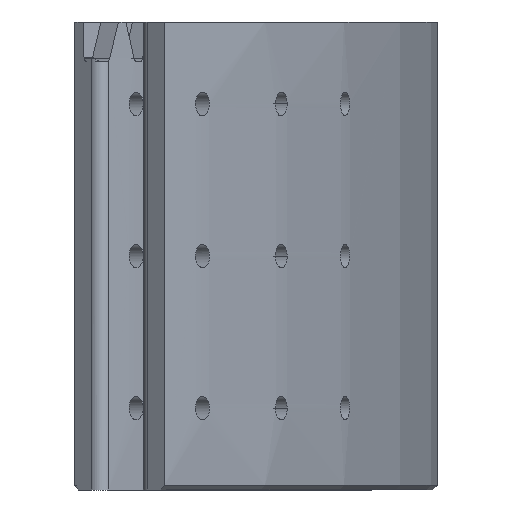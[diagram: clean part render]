
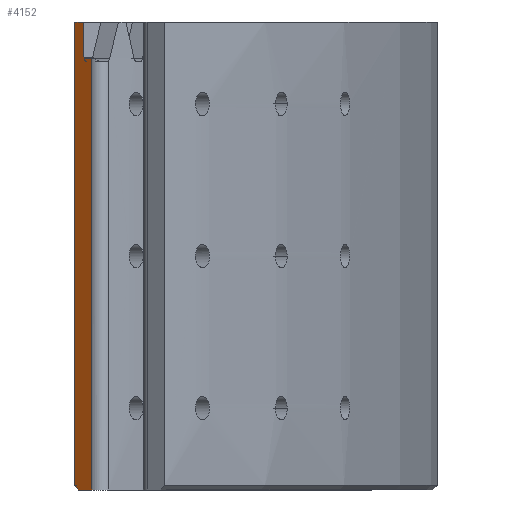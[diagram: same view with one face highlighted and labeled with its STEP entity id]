
A CAD part, left-side view. The second image highlights one B-rep face of the part: STEP entity #4152.
In plain terms, the highlighted planar face has unit normal (-0.766, 0.643, 0).
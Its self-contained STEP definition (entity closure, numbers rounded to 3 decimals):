
#686 = VERTEX_POINT('',#687);
#687 = CARTESIAN_POINT('',(-57.851,-68.944,
    0.));
#694 = EDGE_CURVE('',#695,#686,#697,.T.);
#695 = VERTEX_POINT('',#696);
#696 = CARTESIAN_POINT('',(-58.495,-69.712,
    0.));
#697 = LINE('',#698,#699);
#698 = CARTESIAN_POINT('',(-28.604,-34.089,
    0.));
#699 = VECTOR('',#700,1.);
#700 = DIRECTION('',(0.643,0.766,0.)
  );
#4125 = EDGE_CURVE('',#4126,#695,#4128,.T.);
#4126 = VERTEX_POINT('',#4127);
#4127 = CARTESIAN_POINT('',(-58.495,-69.712,
    -2.986));
#4128 = LINE('',#4129,#4130);
#4129 = CARTESIAN_POINT('',(-58.495,-69.712,-21.975));
#4130 = VECTOR('',#4131,1.);
#4131 = DIRECTION('',(0.,0.,1.));
#4152 = ADVANCED_FACE('',(#4153),#4197,.F.);
#4153 = FACE_BOUND('',#4154,.F.);
#4154 = EDGE_LOOP('',(#4155,#4165,#4173,#4181,#4187,#4188,#4189));
#4155 = ORIENTED_EDGE('',*,*,#4156,.F.);
#4156 = EDGE_CURVE('',#4157,#4159,#4161,.T.);
#4157 = VERTEX_POINT('',#4158);
#4158 = CARTESIAN_POINT('',(-59.072,-70.399,-40.));
#4159 = VERTEX_POINT('',#4160);
#4160 = CARTESIAN_POINT('',(-59.072,-70.399,
    -3.029));
#4161 = LINE('',#4162,#4163);
#4162 = CARTESIAN_POINT('',(-59.072,-70.399,-41.));
#4163 = VECTOR('',#4164,1.);
#4164 = DIRECTION('',(0.,0.,1.));
#4165 = ORIENTED_EDGE('',*,*,#4166,.F.);
#4166 = EDGE_CURVE('',#4167,#4157,#4169,.T.);
#4167 = VERTEX_POINT('',#4168);
#4168 = CARTESIAN_POINT('',(-58.108,-69.25,-40.));
#4169 = LINE('',#4170,#4171);
#4170 = CARTESIAN_POINT('',(-40.302,-48.03,-40.));
#4171 = VECTOR('',#4172,1.);
#4172 = DIRECTION('',(-0.643,-0.766,0.
    ));
#4173 = ORIENTED_EDGE('',*,*,#4174,.F.);
#4174 = EDGE_CURVE('',#4175,#4167,#4177,.T.);
#4175 = VERTEX_POINT('',#4176);
#4176 = CARTESIAN_POINT('',(-57.851,-68.944,-39.6));
#4177 = LINE('',#4178,#4179);
#4178 = CARTESIAN_POINT('',(0.,0.,50.4)
  );
#4179 = VECTOR('',#4180,1.);
#4180 = DIRECTION('',(-0.455,-0.542,-0.707));
#4181 = ORIENTED_EDGE('',*,*,#4182,.F.);
#4182 = EDGE_CURVE('',#686,#4175,#4183,.T.);
#4183 = LINE('',#4184,#4185);
#4184 = CARTESIAN_POINT('',(-57.851,-68.944,
    0.));
#4185 = VECTOR('',#4186,1.);
#4186 = DIRECTION('',(0.,0.,-1.));
#4187 = ORIENTED_EDGE('',*,*,#694,.F.);
#4188 = ORIENTED_EDGE('',*,*,#4125,.F.);
#4189 = ORIENTED_EDGE('',*,*,#4190,.F.);
#4190 = EDGE_CURVE('',#4159,#4126,#4191,.T.);
#4191 = B_SPLINE_CURVE_WITH_KNOTS('',4,(#4192,#4193,#4194,#4195,#4196),
  .UNSPECIFIED.,.F.,.F.,(5,5),(0.,1.),.PIECEWISE_BEZIER_KNOTS.);
#4192 = CARTESIAN_POINT('',(-59.072,-70.399,
    -3.029));
#4193 = CARTESIAN_POINT('',(-58.928,-70.227,
    -3.018));
#4194 = CARTESIAN_POINT('',(-58.783,-70.055,
    -3.008));
#4195 = CARTESIAN_POINT('',(-58.639,-69.883,
    -2.997));
#4196 = CARTESIAN_POINT('',(-58.495,-69.712,
    -2.986));
#4197 = PLANE('',#4198);
#4198 = AXIS2_PLACEMENT_3D('',#4199,#4200,#4201);
#4199 = CARTESIAN_POINT('',(-57.208,-68.178,-41.));
#4200 = DIRECTION('',(0.766,-0.643,0.));
#4201 = DIRECTION('',(-0.643,-0.766,0.));
